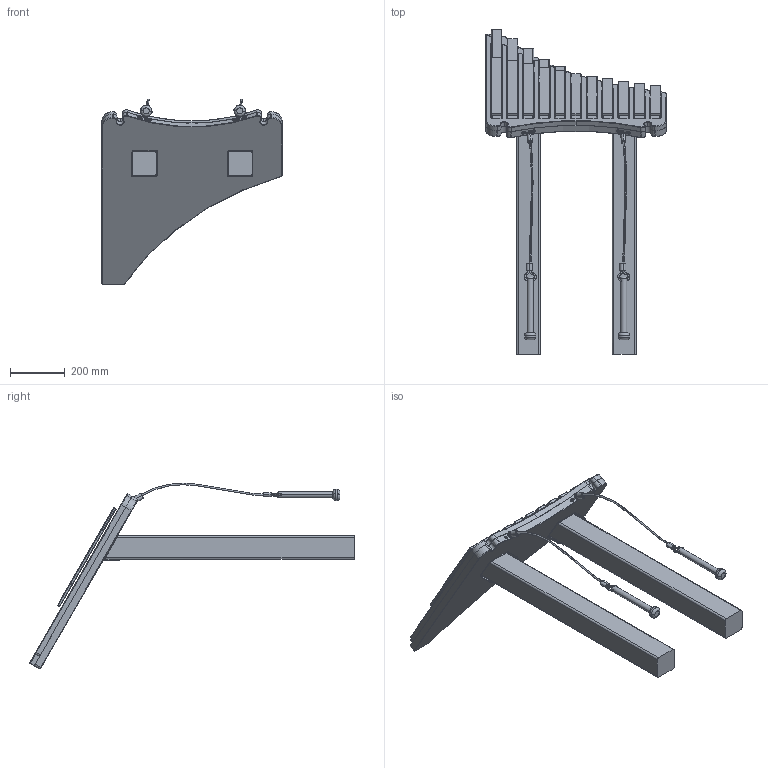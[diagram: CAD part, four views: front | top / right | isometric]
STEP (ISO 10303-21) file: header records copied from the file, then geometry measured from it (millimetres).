
FILE_DESCRIPTION (( 'STEP AP214' ), '1' );
FILE_NAME ('PIPR-3D-STEP.STEP', '2020-01-15T19:06:22', ( '' ), ( '' ), 'SwSTEP 2.0', 'SolidWorks 2019', '' );
FILE_SCHEMA (( 'AUTOMOTIVE_DESIGN' ));
Length unit declared in the file: inch
Products named in the file (40): PIPR-BAR_PIPR-BAR-9; MoldedMallet-Standard_80BLK; MERY_PIPR-RESO-SET_MERY-RESO-10; 7132K573_2in; PIPR-FRAME-TOP_PIPR-FRAME-TOP; MERY_PIPR-RESO-SET_MERY-RESO-6; MERY_PIPR-RESO-SET_MERY-RESO-9; MERY_PIPR-RESO-SET_MERY-RESO-1; PIPR-BAR_PIPR-BAR-6; PIPR-BAR_PIPR-BAR-2; MoldedMallet-Standard_NylonRod; MERY_PIPR-RESO-SET_MERY-RESO-11; POST-REC_POST-REC-72-DEG30; MERY_PIPR-RESO-SET_MERY-RESO-2; MalletAssembly_MA-80BLK-30; FHP-RG-SS_FHP-RG-SS; PIPR-3D-STEP; 03-01-86-3014; PIPR-BAR_PIPR-BAR-1; PIPR-BAR_PIPR-BAR-4; MERY_PIPR-RESO-SET_MERY-RESO-7; PIPR-BAR_PIPR-BAR-10; PIPR-BAR_PIPR-BAR-7; PIPR-BAR_PIPR-BAR-3; HLSTR-SM-SS_HLSTR-SM-SS; PIPR-BOM_PIPR-BOM; MERY_PIPR-RESO-SET_MERY-RESO-8; MERY_PIPR-RESO-SET_MERY-RESO-4; MoldedMallet-Standard_Mallet; PIPR-BAR_PIPR-BAR-11; .25Cable_30in; PIPR-FRAME-BTM_PIPR-FRAME-BTM; MERY_PIPR-RESO-SET_MERY-RESO-3; POST-REC-SIGN_POST-REC-72-DEG30-SIGN; PIPR-BAR_PIPR-BAR-8; MERY_PIPR-RESO-SET_MERY-RESO-5; PIPR-BAR_PIPR-BAR-5
Assembly tree (50 placements, depth 5):
  PIPR-3D-STEP
    PIPR-BOM_PIPR-BOM
      PIPR-FRAME-BTM_PIPR-FRAME-BTM
      PIPR-FRAME-TOP_PIPR-FRAME-TOP
      MERY_PIPR-RESO-SET_MERY-RESO-1
      MERY_PIPR-RESO-SET_MERY-RESO-2
      MERY_PIPR-RESO-SET_MERY-RESO-3
      MERY_PIPR-RESO-SET_MERY-RESO-4
      MERY_PIPR-RESO-SET_MERY-RESO-5
      MERY_PIPR-RESO-SET_MERY-RESO-6
      MERY_PIPR-RESO-SET_MERY-RESO-7
      MERY_PIPR-RESO-SET_MERY-RESO-8
      MERY_PIPR-RESO-SET_MERY-RESO-9
      MERY_PIPR-RESO-SET_MERY-RESO-10
      MERY_PIPR-RESO-SET_MERY-RESO-11
      PIPR-BAR_PIPR-BAR-1
      PIPR-BAR_PIPR-BAR-2
      PIPR-BAR_PIPR-BAR-3
      PIPR-BAR_PIPR-BAR-4
      PIPR-BAR_PIPR-BAR-5
      PIPR-BAR_PIPR-BAR-6
      PIPR-BAR_PIPR-BAR-7
      PIPR-BAR_PIPR-BAR-8
      PIPR-BAR_PIPR-BAR-9
      PIPR-BAR_PIPR-BAR-10
      PIPR-BAR_PIPR-BAR-11
      HLSTR-SM-SS_HLSTR-SM-SS  x2
      FHP-RG-SS_FHP-RG-SS  x2
      MalletAssembly_MA-80BLK-30
        MoldedMallet-Standard_80BLK
          MoldedMallet-Standard_Mallet
          MoldedMallet-Standard_NylonRod
        03-01-86-3014  x2
        7132K573_2in  x2
        .25Cable_30in
      MalletAssembly_MA-80BLK-30
        MoldedMallet-Standard_80BLK
          MoldedMallet-Standard_Mallet
          MoldedMallet-Standard_NylonRod
        03-01-86-3014  x2
        7132K573_2in  x2
        .25Cable_30in
    POST-REC_POST-REC-72-DEG30
    POST-REC-SIGN_POST-REC-72-DEG30-SIGN
      POST-REC_POST-REC-72-DEG30
Bounding box: 657.23 x 1184.59 x 678.84 mm (x, y, z)
Volume: 22253789.4 mm3; surface area: 3355561.6 mm2
Topology: 44 solids, 44 shells, 1600 faces, 3972 edges, 2436 vertices
Faces by surface type: cylinder 620, plane 542, cone 200, torus 166, bspline 56, sphere 16
Entity records: 45909 total; most frequent: CARTESIAN_POINT 11703, DIRECTION 6913, ORIENTED_EDGE 6828, EDGE_CURVE 3414, AXIS2_PLACEMENT_3D 2551, VERTEX_POINT 2109, LINE 1811, VECTOR 1811
